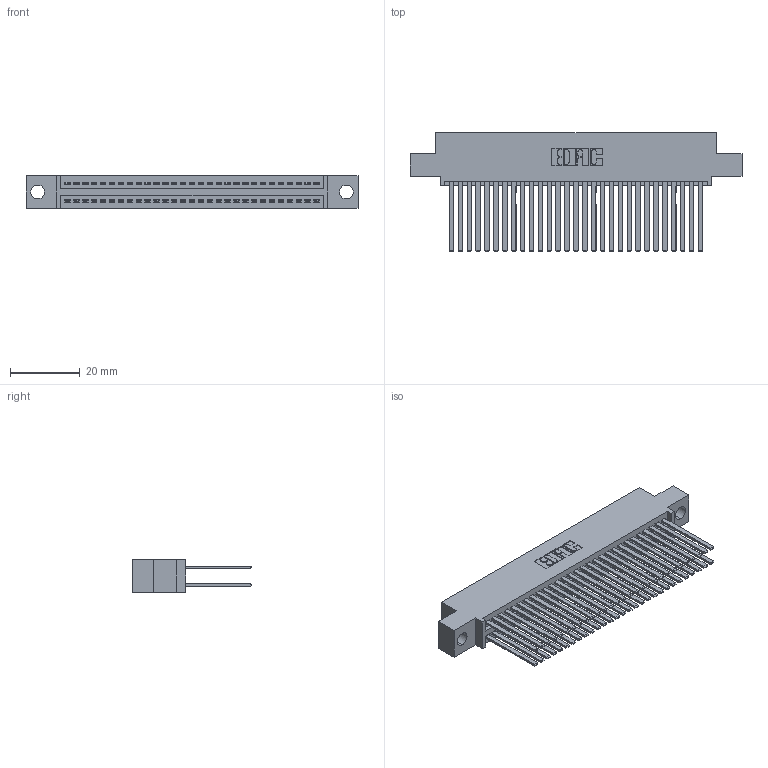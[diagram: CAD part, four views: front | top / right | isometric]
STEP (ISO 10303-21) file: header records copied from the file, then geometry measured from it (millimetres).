
FILE_DESCRIPTION (( 'STEP AP203' ), '1' );
FILE_NAME ('345-058-544-504.STEP', '2021-05-20T05:11:15', ( '' ), ( '' ), 'SwSTEP 2.0', 'SolidWorks 2020', '' );
FILE_SCHEMA (( 'CONFIG_CONTROL_DESIGN' ));
Length unit declared in the file: inch
Products named in the file (3): 345 Part_0.110 Offset - 0.156 Dia-TI; 345-058-544-504; 345-292-001_345-293-144
Assembly tree (59 placements, depth 2):
  345-058-544-504
    345 Part_0.110 Offset - 0.156 Dia-TI
    345-292-001_345-293-144  x58
Bounding box: 94.87 x 33.96 x 9.4 mm (x, y, z)
Volume: 9728.7 mm3; surface area: 16456.3 mm2
Topology: 59 solids, 59 shells, 2696 faces, 7987 edges, 5246 vertices
Faces by surface type: plane 1780, cylinder 916
Entity records: 24871 total; most frequent: CARTESIAN_POINT 4186, ORIENTED_EDGE 4118, DIRECTION 3703, EDGE_CURVE 2059, VECTOR 1815, LINE 1815, VERTEX_POINT 1370, AXIS2_PLACEMENT_3D 944
